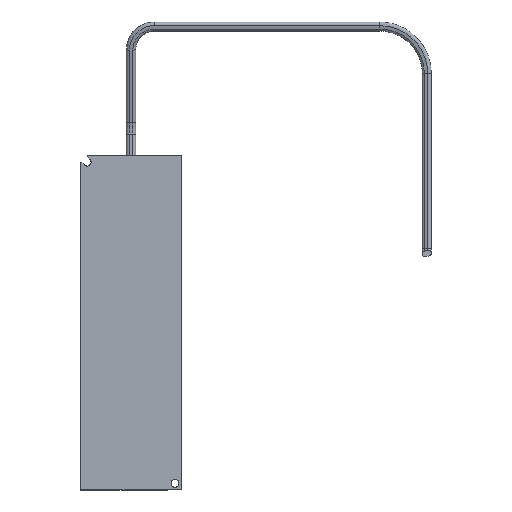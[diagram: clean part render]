
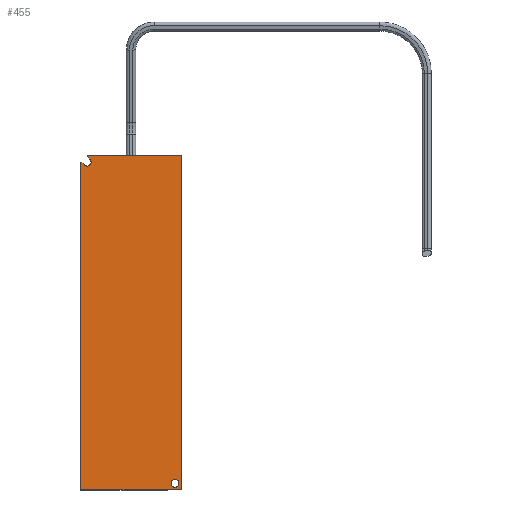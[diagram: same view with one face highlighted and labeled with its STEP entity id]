
A CAD part, top view. The second image highlights one B-rep face of the part: STEP entity #455.
In plain terms, the highlighted planar face has unit normal (0, 0, 1).
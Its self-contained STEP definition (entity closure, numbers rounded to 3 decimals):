
#22 = CARTESIAN_POINT ( 'NONE',  ( 426.512, 68.334, -21. ) ) ;
#26 = EDGE_CURVE ( 'NONE', #1766, #1061, #1113, .T. ) ;
#94 = EDGE_CURVE ( 'NONE', #2416, #554, #2430, .T. ) ;
#114 = ORIENTED_EDGE ( 'NONE', *, *, #170, .F. ) ;
#159 = CIRCLE ( 'NONE', #1095, 0.3 ) ;
#170 = EDGE_CURVE ( 'NONE', #2785, #2893, #2158, .T. ) ;
#177 = EDGE_CURVE ( 'NONE', #1061, #2228, #579, .T. ) ;
#285 = EDGE_CURVE ( 'NONE', #3367, #2785, #1068, .T. ) ;
#439 = AXIS2_PLACEMENT_3D ( 'NONE', #1051, #1048, #1045 ) ;
#455 = ADVANCED_FACE ( 'NONE', ( #2026, #809 ), #2437, .F. ) ;
#494 = CIRCLE ( 'NONE', #738, 0.3 ) ;
#534 = VECTOR ( 'NONE', #3346, 1000. ) ;
#554 = VERTEX_POINT ( 'NONE', #2274 ) ;
#579 = LINE ( 'NONE', #2950, #2250 ) ;
#593 = CARTESIAN_POINT ( 'NONE',  ( 469., -71.25, -21. ) ) ;
#706 = CARTESIAN_POINT ( 'NONE',  ( 429.982, 69.672, -21. ) ) ;
#738 = AXIS2_PLACEMENT_3D ( 'NONE', #1359, #1354, #1352 ) ;
#797 = CARTESIAN_POINT ( 'NONE',  ( 426., 68.122, -21. ) ) ;
#809 = FACE_OUTER_BOUND ( 'NONE', #1251, .T. ) ;
#880 = EDGE_CURVE ( 'NONE', #947, #1766, #1341, .T. ) ;
#906 = EDGE_CURVE ( 'NONE', #947, #2707, #1247, .T. ) ;
#926 = EDGE_CURVE ( 'NONE', #2893, #2707, #494, .T. ) ;
#947 = VERTEX_POINT ( 'NONE', #1367 ) ;
#951 = CARTESIAN_POINT ( 'NONE',  ( 426., -71.25, -21. ) ) ;
#963 = ORIENTED_EDGE ( 'NONE', *, *, #1022, .F. ) ;
#1022 = EDGE_CURVE ( 'NONE', #554, #2416, #1816, .T. ) ;
#1045 = DIRECTION ( 'NONE',  ( -1., 0., 0. ) ) ;
#1048 = DIRECTION ( 'NONE',  ( 0., 0., 1. ) ) ;
#1051 = CARTESIAN_POINT ( 'NONE',  ( 466.22, -68.47, -21. ) ) ;
#1061 = VERTEX_POINT ( 'NONE', #951 ) ;
#1068 = CIRCLE ( 'NONE', #2382, 1.7 ) ;
#1095 = AXIS2_PLACEMENT_3D ( 'NONE', #3109, #3052, #2972 ) ;
#1103 = ORIENTED_EDGE ( 'NONE', *, *, #26, .F. ) ;
#1113 = LINE ( 'NONE', #3271, #534 ) ;
#1247 = LINE ( 'NONE', #1488, #3390 ) ;
#1251 = EDGE_LOOP ( 'NONE', ( #1672, #2846, #1103, #1962, #3524, #1927, #114, #2165, #3514 ) ) ;
#1341 = LINE ( 'NONE', #1523, #1988 ) ;
#1352 = DIRECTION ( 'NONE',  ( 1., 0., 0. ) ) ;
#1354 = DIRECTION ( 'NONE',  ( 0., 0., -1. ) ) ;
#1359 = CARTESIAN_POINT ( 'NONE',  ( 429.128, 70.95, -21. ) ) ;
#1367 = CARTESIAN_POINT ( 'NONE',  ( 469., 71.25, -21. ) ) ;
#1474 = DIRECTION ( 'NONE',  ( -1., 0., 0. ) ) ;
#1488 = CARTESIAN_POINT ( 'NONE',  ( 469., 71.25, -21. ) ) ;
#1505 = DIRECTION ( 'NONE',  ( 0., -1., 0. ) ) ;
#1523 = CARTESIAN_POINT ( 'NONE',  ( 469., -71.25, -21. ) ) ;
#1546 = CARTESIAN_POINT ( 'NONE',  ( 429.128, 71.25, -21. ) ) ;
#1598 = ORIENTED_EDGE ( 'NONE', *, *, #94, .F. ) ;
#1634 = VERTEX_POINT ( 'NONE', #22 ) ;
#1661 = CARTESIAN_POINT ( 'NONE',  ( 428.916, 70.738, -21. ) ) ;
#1672 = ORIENTED_EDGE ( 'NONE', *, *, #2801, .F. ) ;
#1766 = VERTEX_POINT ( 'NONE', #593 ) ;
#1816 = CIRCLE ( 'NONE', #439, 1.7 ) ;
#1927 = ORIENTED_EDGE ( 'NONE', *, *, #926, .F. ) ;
#1961 = VECTOR ( 'NONE', #3293, 1000. ) ;
#1962 = ORIENTED_EDGE ( 'NONE', *, *, #880, .F. ) ;
#1988 = VECTOR ( 'NONE', #1505, 1000. ) ;
#2026 = FACE_BOUND ( 'NONE', #3395, .T. ) ;
#2057 = AXIS2_PLACEMENT_3D ( 'NONE', #2468, #2433, #2427 ) ;
#2158 = LINE ( 'NONE', #3014, #2817 ) ;
#2165 = ORIENTED_EDGE ( 'NONE', *, *, #285, .F. ) ;
#2228 = VERTEX_POINT ( 'NONE', #797 ) ;
#2250 = VECTOR ( 'NONE', #2945, 1000. ) ;
#2274 = CARTESIAN_POINT ( 'NONE',  ( 464.52, -68.47, -21. ) ) ;
#2382 = AXIS2_PLACEMENT_3D ( 'NONE', #2731, #2725, #2724 ) ;
#2416 = VERTEX_POINT ( 'NONE', #3046 ) ;
#2427 = DIRECTION ( 'NONE',  ( -1., 0., 0. ) ) ;
#2430 = CIRCLE ( 'NONE', #2891, 1.7 ) ;
#2433 = DIRECTION ( 'NONE',  ( 0., 0., -1. ) ) ;
#2437 = PLANE ( 'NONE',  #2057 ) ;
#2468 = CARTESIAN_POINT ( 'NONE',  ( 469., -71.25, -21. ) ) ;
#2706 = LINE ( 'NONE', #3319, #1961 ) ;
#2707 = VERTEX_POINT ( 'NONE', #1546 ) ;
#2724 = DIRECTION ( 'NONE',  ( -1., 0., 0. ) ) ;
#2725 = DIRECTION ( 'NONE',  ( 0., 0., 1. ) ) ;
#2731 = CARTESIAN_POINT ( 'NONE',  ( 428.78, 68.47, -21. ) ) ;
#2785 = VERTEX_POINT ( 'NONE', #706 ) ;
#2801 = EDGE_CURVE ( 'NONE', #2228, #1634, #159, .T. ) ;
#2817 = VECTOR ( 'NONE', #3007, 1000. ) ;
#2846 = ORIENTED_EDGE ( 'NONE', *, *, #177, .F. ) ;
#2891 = AXIS2_PLACEMENT_3D ( 'NONE', #3139, #3135, #3131 ) ;
#2893 = VERTEX_POINT ( 'NONE', #1661 ) ;
#2908 = EDGE_CURVE ( 'NONE', #3367, #1634, #2706, .T. ) ;
#2945 = DIRECTION ( 'NONE',  ( 0., 1., 0. ) ) ;
#2950 = CARTESIAN_POINT ( 'NONE',  ( 426., -71.25, -21. ) ) ;
#2972 = DIRECTION ( 'NONE',  ( -1., 0., 0. ) ) ;
#3007 = DIRECTION ( 'NONE',  ( -0.707, 0.707, 0. ) ) ;
#3014 = CARTESIAN_POINT ( 'NONE',  ( 429.982, 69.672, -21. ) ) ;
#3046 = CARTESIAN_POINT ( 'NONE',  ( 467.92, -68.47, -21. ) ) ;
#3052 = DIRECTION ( 'NONE',  ( 0., 0., -1. ) ) ;
#3109 = CARTESIAN_POINT ( 'NONE',  ( 426.3, 68.122, -21. ) ) ;
#3131 = DIRECTION ( 'NONE',  ( -1., 0., 0. ) ) ;
#3135 = DIRECTION ( 'NONE',  ( 0., 0., 1. ) ) ;
#3139 = CARTESIAN_POINT ( 'NONE',  ( 466.22, -68.47, -21. ) ) ;
#3156 = CARTESIAN_POINT ( 'NONE',  ( 427.578, 67.268, -21. ) ) ;
#3271 = CARTESIAN_POINT ( 'NONE',  ( 469., -71.25, -21. ) ) ;
#3293 = DIRECTION ( 'NONE',  ( -0.707, 0.707, 0. ) ) ;
#3319 = CARTESIAN_POINT ( 'NONE',  ( 423.21, 71.636, -21. ) ) ;
#3346 = DIRECTION ( 'NONE',  ( -1., 0., 0. ) ) ;
#3367 = VERTEX_POINT ( 'NONE', #3156 ) ;
#3390 = VECTOR ( 'NONE', #1474, 1000. ) ;
#3395 = EDGE_LOOP ( 'NONE', ( #963, #1598 ) ) ;
#3514 = ORIENTED_EDGE ( 'NONE', *, *, #2908, .T. ) ;
#3524 = ORIENTED_EDGE ( 'NONE', *, *, #906, .T. ) ;
